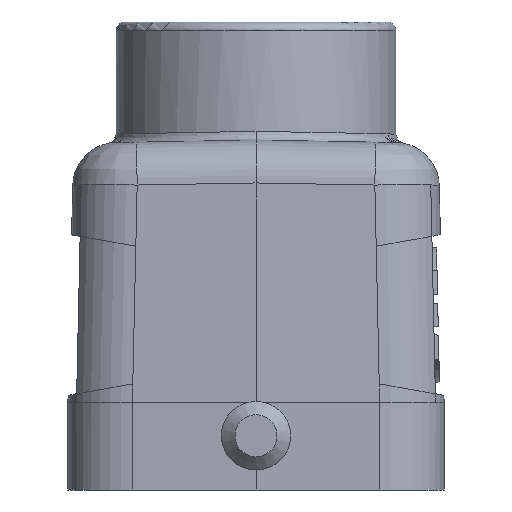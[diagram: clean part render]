
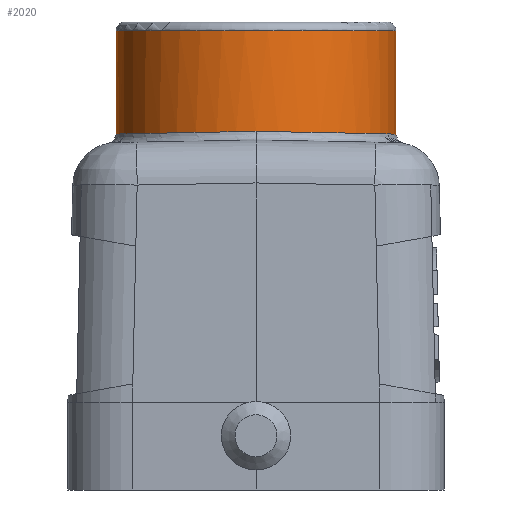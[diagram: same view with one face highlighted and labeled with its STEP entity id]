
A CAD part, left-side view. The second image highlights one B-rep face of the part: STEP entity #2020.
In plain terms, the highlighted cylindrical face has radius 16 mm (diameter 32 mm), a full revolution.
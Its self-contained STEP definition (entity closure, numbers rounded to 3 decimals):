
#657=B_SPLINE_CURVE_WITH_KNOTS('',3,(#7867,#7868,#7869,#7870,#7871,#7872),
 .UNSPECIFIED.,.F.,.F.,(4,2,4),(0.,0.5,1.),.UNSPECIFIED.);
#658=B_SPLINE_CURVE_WITH_KNOTS('',3,(#7878,#7879,#7880,#7881,#7882,#7883),
 .UNSPECIFIED.,.F.,.F.,(4,2,4),(0.,0.5,1.),.UNSPECIFIED.);
#787=CYLINDRICAL_SURFACE('',#5389,16.);
#1889=ELLIPSE('',#5385,16.003,16.);
#1890=ELLIPSE('',#5386,16.003,16.);
#1891=ELLIPSE('',#5387,16.003,16.);
#1892=ELLIPSE('',#5388,16.003,16.);
#2020=ADVANCED_FACE('',(#2322,#2323),#787,.T.);
#2322=FACE_BOUND('',#2516,.T.);
#2323=FACE_BOUND('',#2517,.T.);
#2516=EDGE_LOOP('',(#3298));
#2517=EDGE_LOOP('',(#3299,#3300,#3301,#3302,#3303,#3304));
#3298=ORIENTED_EDGE('',*,*,#4666,.T.);
#3299=ORIENTED_EDGE('',*,*,#4667,.T.);
#3300=ORIENTED_EDGE('',*,*,#4668,.T.);
#3301=ORIENTED_EDGE('',*,*,#4669,.T.);
#3302=ORIENTED_EDGE('',*,*,#4670,.T.);
#3303=ORIENTED_EDGE('',*,*,#4671,.T.);
#3304=ORIENTED_EDGE('',*,*,#4672,.T.);
#4142=VERTEX_POINT('',#7861);
#4143=VERTEX_POINT('',#7863);
#4144=VERTEX_POINT('',#7864);
#4145=VERTEX_POINT('',#7866);
#4146=VERTEX_POINT('',#7873);
#4147=VERTEX_POINT('',#7875);
#4148=VERTEX_POINT('',#7877);
#4666=EDGE_CURVE('',#4142,#4142,#5015,.T.);
#4667=EDGE_CURVE('',#4143,#4144,#1889,.T.);
#4668=EDGE_CURVE('',#4144,#4145,#1890,.T.);
#4669=EDGE_CURVE('',#4145,#4146,#657,.T.);
#4670=EDGE_CURVE('',#4146,#4147,#1891,.T.);
#4671=EDGE_CURVE('',#4147,#4148,#1892,.T.);
#4672=EDGE_CURVE('',#4148,#4143,#658,.T.);
#5015=CIRCLE('',#5384,16.);
#5384=AXIS2_PLACEMENT_3D('',#7860,#6186,#6187);
#5385=AXIS2_PLACEMENT_3D('',#7862,#6188,#6189);
#5386=AXIS2_PLACEMENT_3D('',#7865,#6190,#6191);
#5387=AXIS2_PLACEMENT_3D('',#7874,#6192,#6193);
#5388=AXIS2_PLACEMENT_3D('',#7876,#6194,#6195);
#5389=AXIS2_PLACEMENT_3D('',#7884,#6196,#6197);
#6186=DIRECTION('',(0.,0.,-1.));
#6187=DIRECTION('',(0.,-1.,0.));
#6188=DIRECTION('',(0.,-0.019,1.));
#6189=DIRECTION('',(0.,1.,0.019));
#6190=DIRECTION('',(0.,0.019,1.));
#6191=DIRECTION('',(0.,-1.,0.019));
#6192=DIRECTION('',(0.,0.019,1.));
#6193=DIRECTION('',(0.,-1.,0.019));
#6194=DIRECTION('',(0.,-0.019,1.));
#6195=DIRECTION('',(0.,1.,0.019));
#6196=DIRECTION('',(0.,0.,1.));
#6197=DIRECTION('',(0.,1.,0.));
#7860=CARTESIAN_POINT('',(0.,0.,43.35));
#7861=CARTESIAN_POINT('',(0.,-16.,43.35));
#7862=CARTESIAN_POINT('',(0.,0.,31.85));
#7863=CARTESIAN_POINT('',(5.243,-15.117,31.57));
#7864=CARTESIAN_POINT('',(16.,0.,31.85));
#7865=CARTESIAN_POINT('',(0.,0.,31.85));
#7866=CARTESIAN_POINT('',(5.243,15.117,31.57));
#7867=CARTESIAN_POINT('',(5.243,15.117,31.57));
#7868=CARTESIAN_POINT('',(3.545,15.706,31.559));
#7869=CARTESIAN_POINT('',(1.798,16.,31.479));
#7870=CARTESIAN_POINT('',(-1.797,16.,31.479));
#7871=CARTESIAN_POINT('',(-3.545,15.706,31.559));
#7872=CARTESIAN_POINT('',(-5.243,15.117,31.57));
#7873=CARTESIAN_POINT('',(-5.243,15.117,31.57));
#7874=CARTESIAN_POINT('',(0.,0.,31.85));
#7875=CARTESIAN_POINT('',(-16.,0.,31.85));
#7876=CARTESIAN_POINT('',(0.,0.,31.85));
#7877=CARTESIAN_POINT('',(-5.243,-15.117,31.57));
#7878=CARTESIAN_POINT('',(-5.243,-15.117,31.57));
#7879=CARTESIAN_POINT('',(-3.545,-15.706,31.559));
#7880=CARTESIAN_POINT('',(-1.798,-16.,31.479));
#7881=CARTESIAN_POINT('',(1.797,-16.,31.479));
#7882=CARTESIAN_POINT('',(3.545,-15.706,31.559));
#7883=CARTESIAN_POINT('',(5.243,-15.117,31.57));
#7884=CARTESIAN_POINT('',(0.,0.,29.35));
